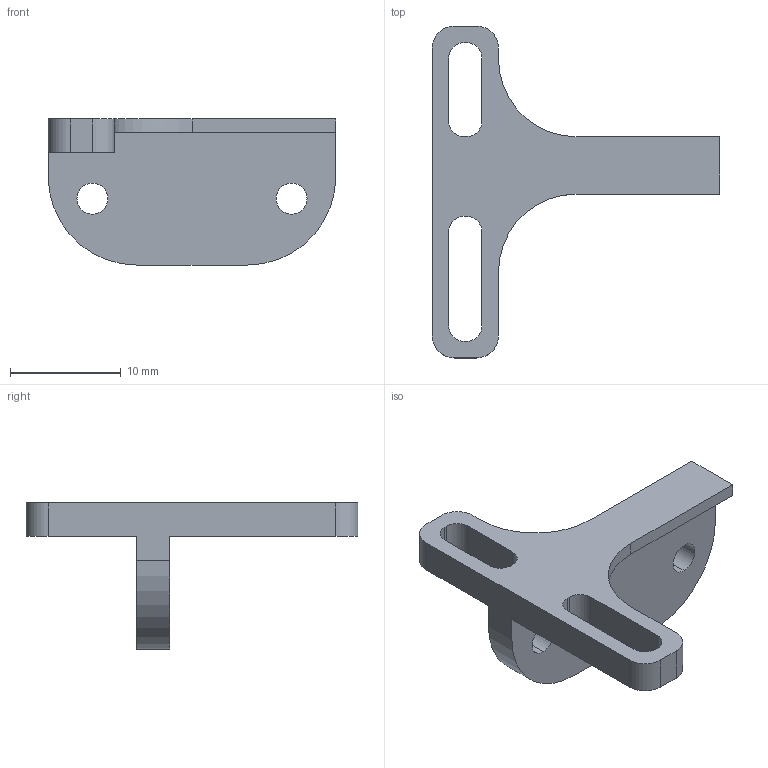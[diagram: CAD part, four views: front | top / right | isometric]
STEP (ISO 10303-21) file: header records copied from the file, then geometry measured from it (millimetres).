
FILE_DESCRIPTION (( 'STEP AP203' ), '1' );
FILE_NAME ('êðåïëåíèå BLTouchv2.STEP', '2023-02-01T19:08:18', ( '' ), ( '' ), 'SwSTEP 2.0', 'SolidWorks 2018', '' );
FILE_SCHEMA (( 'CONFIG_CONTROL_DESIGN' ));
Length unit declared in the file: millimetre
Products named in the file (1): êðåïëåíèå BLTouchv2
Bounding box: 26 x 30 x 13.2 mm (x, y, z)
Volume: 1297.9 mm3; surface area: 1502.9 mm2
Topology: 1 solids, 1 shells, 44 faces, 129 edges, 86 vertices
Faces by surface type: plane 24, cylinder 20
Entity records: 1566 total; most frequent: CARTESIAN_POINT 260, DIRECTION 259, ORIENTED_EDGE 258, EDGE_CURVE 129, VECTOR 89, LINE 89, VERTEX_POINT 86, AXIS2_PLACEMENT_3D 85
